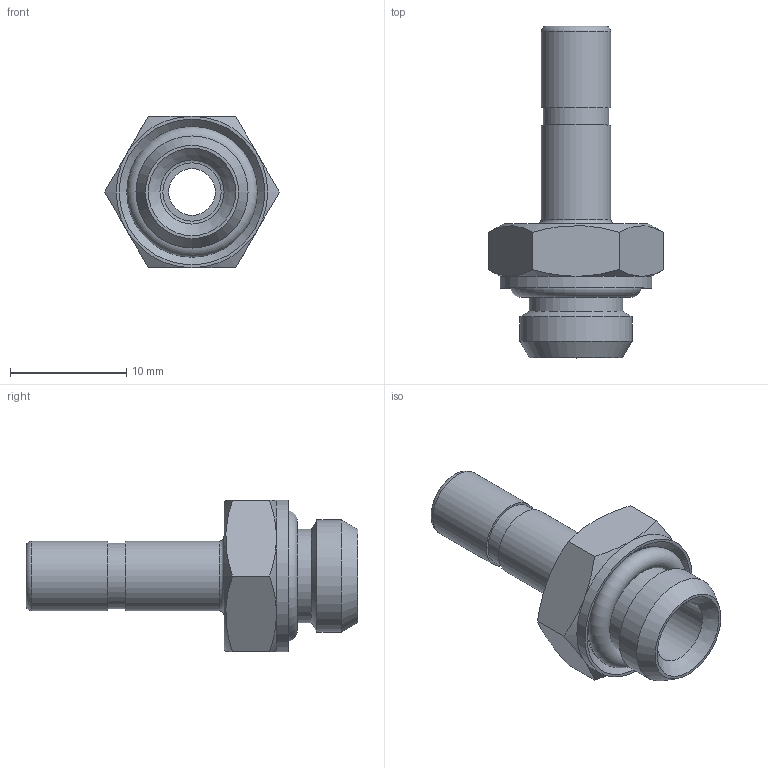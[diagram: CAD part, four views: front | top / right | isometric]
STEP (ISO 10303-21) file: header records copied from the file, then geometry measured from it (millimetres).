
FILE_DESCRIPTION (( 'STEP AP214' ), '1' );
FILE_NAME ('6060000007A.STEP', '2013-10-11T15:06:31', ( 'ST01' ), ( '' ), 'SwSTEP 2.0', 'SolidWorks 2012', '' );
FILE_SCHEMA (( 'AUTOMOTIVE_DESIGN' ));
Length unit declared in the file: millimetre
Products named in the file (1): 6060000007A
Bounding box: 15.01 x 28.5 x 13 mm (x, y, z)
Surface area: 1537 mm2 (no closed solid volume)
Topology: 0 solids, 3 shells, 36 faces, 76 edges, 47 vertices
Faces by surface type: plane 13, cone 11, cylinder 8, torus 4
Full cylindrical faces by diameter (mm): 4 x1, 5.5 x1, 5.6 x1, 6 x2, 8 x1, 9.63 x1, 12.999 x1
Entity records: 1343 total; most frequent: CARTESIAN_POINT 263, DIRECTION 140, ORIENTED_EDGE 104, AXIS2_PLACEMENT_3D 67, EDGE_LOOP 58, EDGE_CURVE 54, FACE_OUTER_BOUND 46, VERTEX_POINT 42
